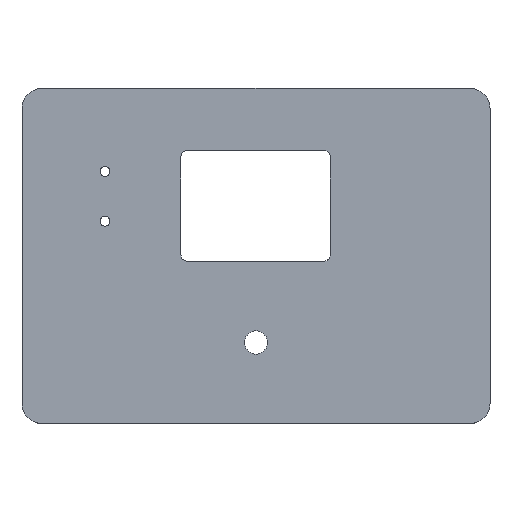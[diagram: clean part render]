
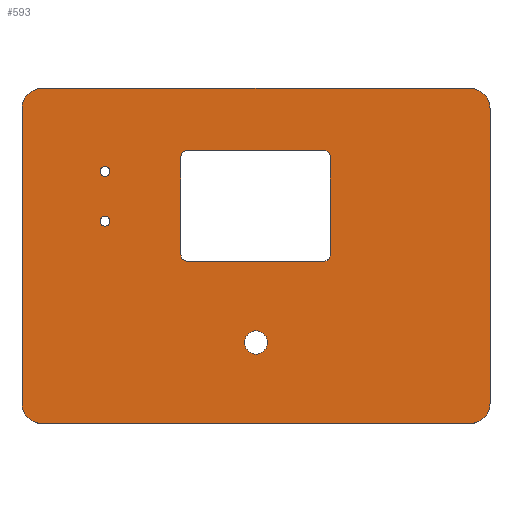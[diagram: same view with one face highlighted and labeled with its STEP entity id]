
A CAD part, top view. The second image highlights one B-rep face of the part: STEP entity #593.
In plain terms, the highlighted planar face has unit normal (0, 0, 1).
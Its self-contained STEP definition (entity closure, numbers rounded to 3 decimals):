
#24=FACE_BOUND('',#126,.T.);
#25=FACE_BOUND('',#127,.T.);
#26=FACE_BOUND('',#128,.T.);
#27=FACE_BOUND('',#129,.T.);
#28=CIRCLE('',#615,3.5);
#30=CIRCLE('',#618,1.5);
#32=CIRCLE('',#621,1.5);
#38=CIRCLE('',#633,2.);
#39=CIRCLE('',#636,2.);
#40=CIRCLE('',#638,2.);
#41=CIRCLE('',#641,2.);
#42=CIRCLE('',#644,6.);
#47=CIRCLE('',#652,6.);
#48=CIRCLE('',#655,6.);
#49=CIRCLE('',#658,6.);
#90=FACE_OUTER_BOUND('',#125,.T.);
#125=EDGE_LOOP('',(#526,#527,#528,#529,#530,#531,#532,#533));
#126=EDGE_LOOP('',(#534));
#127=EDGE_LOOP('',(#535));
#128=EDGE_LOOP('',(#536));
#129=EDGE_LOOP('',(#537,#538,#539,#540,#541,#542,#543,#544));
#162=LINE('',#920,#221);
#166=LINE('',#929,#225);
#169=LINE('',#940,#228);
#172=LINE('',#947,#231);
#177=LINE('',#962,#236);
#183=LINE('',#982,#242);
#186=LINE('',#990,#245);
#188=LINE('',#996,#247);
#221=VECTOR('',#744,10.);
#225=VECTOR('',#754,10.);
#228=VECTOR('',#767,10.);
#231=VECTOR('',#776,10.);
#236=VECTOR('',#789,10.);
#242=VECTOR('',#809,10.);
#245=VECTOR('',#818,10.);
#247=VECTOR('',#826,10.);
#260=VERTEX_POINT('',#867);
#262=VERTEX_POINT('',#873);
#264=VERTEX_POINT('',#879);
#278=VERTEX_POINT('',#917);
#279=VERTEX_POINT('',#919);
#280=VERTEX_POINT('',#923);
#281=VERTEX_POINT('',#927);
#282=VERTEX_POINT('',#931);
#283=VERTEX_POINT('',#935);
#284=VERTEX_POINT('',#939);
#285=VERTEX_POINT('',#943);
#286=VERTEX_POINT('',#949);
#287=VERTEX_POINT('',#950);
#291=VERTEX_POINT('',#960);
#297=VERTEX_POINT('',#976);
#298=VERTEX_POINT('',#980);
#299=VERTEX_POINT('',#984);
#300=VERTEX_POINT('',#988);
#301=VERTEX_POINT('',#992);
#318=EDGE_CURVE('',#260,#260,#28,.T.);
#321=EDGE_CURVE('',#262,#262,#30,.T.);
#324=EDGE_CURVE('',#264,#264,#32,.T.);
#344=EDGE_CURVE('',#279,#278,#162,.T.);
#347=EDGE_CURVE('',#280,#278,#38,.T.);
#349=EDGE_CURVE('',#280,#281,#166,.T.);
#351=EDGE_CURVE('',#282,#281,#39,.T.);
#352=EDGE_CURVE('',#279,#283,#40,.T.);
#354=EDGE_CURVE('',#284,#283,#169,.T.);
#356=EDGE_CURVE('',#284,#285,#41,.T.);
#358=EDGE_CURVE('',#282,#285,#172,.T.);
#359=EDGE_CURVE('',#286,#287,#42,.T.);
#365=EDGE_CURVE('',#286,#291,#177,.T.);
#372=EDGE_CURVE('',#297,#291,#47,.T.);
#375=EDGE_CURVE('',#297,#298,#183,.T.);
#376=EDGE_CURVE('',#299,#298,#48,.T.);
#379=EDGE_CURVE('',#299,#300,#186,.T.);
#380=EDGE_CURVE('',#301,#300,#49,.T.);
#382=EDGE_CURVE('',#301,#287,#188,.T.);
#526=ORIENTED_EDGE('',*,*,#359,.F.);
#527=ORIENTED_EDGE('',*,*,#365,.T.);
#528=ORIENTED_EDGE('',*,*,#372,.F.);
#529=ORIENTED_EDGE('',*,*,#375,.T.);
#530=ORIENTED_EDGE('',*,*,#376,.F.);
#531=ORIENTED_EDGE('',*,*,#379,.T.);
#532=ORIENTED_EDGE('',*,*,#380,.F.);
#533=ORIENTED_EDGE('',*,*,#382,.T.);
#534=ORIENTED_EDGE('',*,*,#318,.T.);
#535=ORIENTED_EDGE('',*,*,#321,.T.);
#536=ORIENTED_EDGE('',*,*,#324,.T.);
#537=ORIENTED_EDGE('',*,*,#358,.T.);
#538=ORIENTED_EDGE('',*,*,#356,.F.);
#539=ORIENTED_EDGE('',*,*,#354,.T.);
#540=ORIENTED_EDGE('',*,*,#352,.F.);
#541=ORIENTED_EDGE('',*,*,#344,.T.);
#542=ORIENTED_EDGE('',*,*,#347,.F.);
#543=ORIENTED_EDGE('',*,*,#349,.T.);
#544=ORIENTED_EDGE('',*,*,#351,.F.);
#563=PLANE('',#660);
#593=ADVANCED_FACE('',(#90,#24,#25,#26,#27),#563,.T.);
#615=AXIS2_PLACEMENT_3D('',#868,#694,#695);
#618=AXIS2_PLACEMENT_3D('',#874,#701,#702);
#621=AXIS2_PLACEMENT_3D('',#880,#708,#709);
#633=AXIS2_PLACEMENT_3D('',#925,#749,#750);
#636=AXIS2_PLACEMENT_3D('',#933,#758,#759);
#638=AXIS2_PLACEMENT_3D('',#936,#762,#763);
#641=AXIS2_PLACEMENT_3D('',#944,#771,#772);
#644=AXIS2_PLACEMENT_3D('',#951,#779,#780);
#652=AXIS2_PLACEMENT_3D('',#977,#803,#804);
#655=AXIS2_PLACEMENT_3D('',#985,#812,#813);
#658=AXIS2_PLACEMENT_3D('',#993,#821,#822);
#660=AXIS2_PLACEMENT_3D('',#997,#827,#828);
#694=DIRECTION('center_axis',(0.,0.,-1.));
#695=DIRECTION('ref_axis',(-1.,0.,0.));
#701=DIRECTION('center_axis',(0.,0.,-1.));
#702=DIRECTION('ref_axis',(-1.,0.,0.));
#708=DIRECTION('center_axis',(0.,0.,-1.));
#709=DIRECTION('ref_axis',(-1.,0.,0.));
#744=DIRECTION('',(0.,1.,0.));
#749=DIRECTION('center_axis',(0.,0.,1.));
#750=DIRECTION('ref_axis',(-0.707,0.707,0.));
#754=DIRECTION('',(1.,0.,0.));
#758=DIRECTION('center_axis',(0.,0.,1.));
#759=DIRECTION('ref_axis',(0.707,0.707,0.));
#762=DIRECTION('center_axis',(0.,0.,1.));
#763=DIRECTION('ref_axis',(-0.707,-0.707,0.));
#767=DIRECTION('',(-1.,0.,0.));
#771=DIRECTION('center_axis',(0.,0.,1.));
#772=DIRECTION('ref_axis',(0.707,-0.707,0.));
#776=DIRECTION('',(0.,-1.,0.));
#779=DIRECTION('center_axis',(0.,0.,-1.));
#780=DIRECTION('ref_axis',(0.707,-0.707,0.));
#789=DIRECTION('',(0.,1.,0.));
#803=DIRECTION('center_axis',(0.,0.,-1.));
#804=DIRECTION('ref_axis',(0.707,0.707,0.));
#809=DIRECTION('',(-1.,0.,0.));
#812=DIRECTION('center_axis',(0.,0.,-1.));
#813=DIRECTION('ref_axis',(-0.707,0.707,0.));
#818=DIRECTION('',(0.,-1.,0.));
#821=DIRECTION('center_axis',(0.,0.,-1.));
#822=DIRECTION('ref_axis',(-0.707,-0.707,0.));
#826=DIRECTION('',(1.,0.,0.));
#827=DIRECTION('center_axis',(0.,0.,1.));
#828=DIRECTION('ref_axis',(1.,0.,0.));
#867=CARTESIAN_POINT('',(73.97,24.425,2.));
#868=CARTESIAN_POINT('Origin',(70.47,24.425,2.));
#873=CARTESIAN_POINT('',(26.5,75.95,2.));
#874=CARTESIAN_POINT('Origin',(25.,75.95,2.));
#879=CARTESIAN_POINT('',(26.5,60.95,2.));
#880=CARTESIAN_POINT('Origin',(25.,60.95,2.));
#917=CARTESIAN_POINT('',(47.86,80.35,2.));
#919=CARTESIAN_POINT('',(47.86,50.85,2.));
#920=CARTESIAN_POINT('',(47.86,49.663,2.));
#923=CARTESIAN_POINT('',(49.86,82.35,2.));
#925=CARTESIAN_POINT('Origin',(49.86,80.35,2.));
#927=CARTESIAN_POINT('',(90.86,82.35,2.));
#929=CARTESIAN_POINT('',(59.165,82.35,2.));
#931=CARTESIAN_POINT('',(92.86,80.35,2.));
#933=CARTESIAN_POINT('Origin',(90.86,80.35,2.));
#935=CARTESIAN_POINT('',(49.86,48.85,2.));
#936=CARTESIAN_POINT('Origin',(49.86,50.85,2.));
#939=CARTESIAN_POINT('',(90.86,48.85,2.));
#940=CARTESIAN_POINT('',(81.665,48.85,2.));
#943=CARTESIAN_POINT('',(92.86,50.85,2.));
#944=CARTESIAN_POINT('Origin',(90.86,50.85,2.));
#947=CARTESIAN_POINT('',(92.86,66.413,2.));
#949=CARTESIAN_POINT('',(140.94,6.,2.));
#950=CARTESIAN_POINT('',(134.94,0.,2.));
#951=CARTESIAN_POINT('Origin',(134.94,6.,2.));
#960=CARTESIAN_POINT('',(140.94,94.95,2.));
#962=CARTESIAN_POINT('',(140.94,0.,2.));
#976=CARTESIAN_POINT('',(134.94,100.95,2.));
#977=CARTESIAN_POINT('Origin',(134.94,94.95,2.));
#980=CARTESIAN_POINT('',(6.,100.95,2.));
#982=CARTESIAN_POINT('',(140.94,100.95,2.));
#984=CARTESIAN_POINT('',(0.,94.95,2.));
#985=CARTESIAN_POINT('Origin',(6.,94.95,2.));
#988=CARTESIAN_POINT('',(0.,6.,2.));
#990=CARTESIAN_POINT('',(0.,100.95,2.));
#992=CARTESIAN_POINT('',(6.,0.,2.));
#993=CARTESIAN_POINT('Origin',(6.,6.,2.));
#996=CARTESIAN_POINT('',(0.,0.,2.));
#997=CARTESIAN_POINT('Origin',(70.47,50.475,2.));
